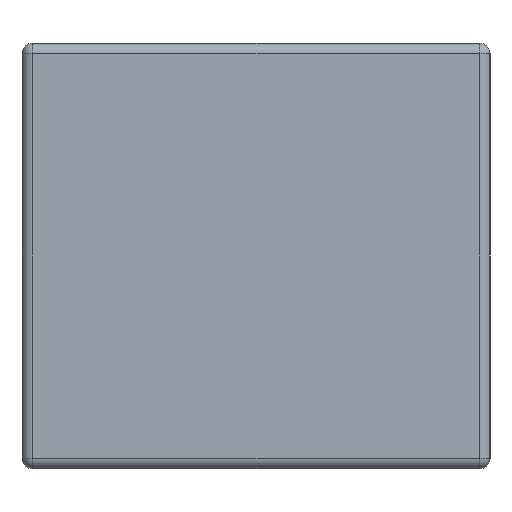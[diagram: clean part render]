
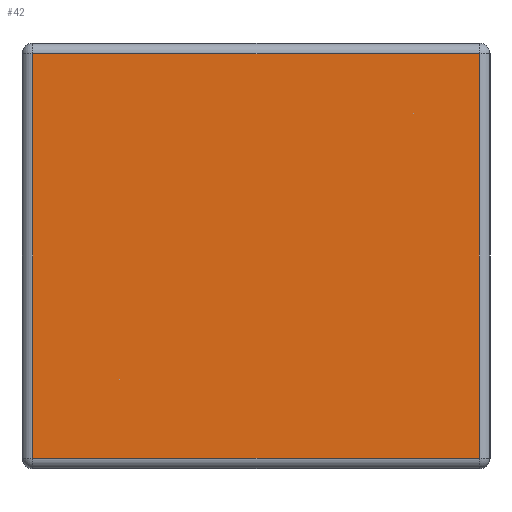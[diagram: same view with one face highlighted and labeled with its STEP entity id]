
A CAD part, left-side view. The second image highlights one B-rep face of the part: STEP entity #42.
In plain terms, the highlighted planar face has unit normal (-1, 0, 0).
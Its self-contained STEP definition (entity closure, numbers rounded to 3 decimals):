
#27 = VECTOR ( 'NONE', #498, 1000. ) ;
#42 = ADVANCED_FACE ( 'NONE', ( #892 ), #1027, .F. ) ;
#64 = ORIENTED_EDGE ( 'NONE', *, *, #156, .T. ) ;
#144 = CARTESIAN_POINT ( 'NONE',  ( -0.5, 0.537, 0.25 ) ) ;
#156 = EDGE_CURVE ( 'NONE', #583, #408, #767, .T. ) ;
#233 = LINE ( 'NONE', #587, #27 ) ;
#306 = CARTESIAN_POINT ( 'NONE',  ( -0.5, 0.013, 0.25 ) ) ;
#314 = EDGE_CURVE ( 'NONE', #667, #552, #400, .T. ) ;
#316 = DIRECTION ( 'NONE',  ( 0., 0., -1. ) ) ;
#356 = CARTESIAN_POINT ( 'NONE',  ( -0.5, 0.537, 0.237 ) ) ;
#362 = CARTESIAN_POINT ( 'NONE',  ( -0.5, 0.55, -0.237 ) ) ;
#400 = LINE ( 'NONE', #306, #931 ) ;
#407 = ORIENTED_EDGE ( 'NONE', *, *, #850, .T. ) ;
#408 = VERTEX_POINT ( 'NONE', #879 ) ;
#425 = ORIENTED_EDGE ( 'NONE', *, *, #314, .T. ) ;
#460 = CARTESIAN_POINT ( 'NONE',  ( -0.5, 0.013, 0.237 ) ) ;
#465 = CARTESIAN_POINT ( 'NONE',  ( -0.5, 0.013, -0.237 ) ) ;
#498 = DIRECTION ( 'NONE',  ( 0., 1., 0. ) ) ;
#530 = VECTOR ( 'NONE', #706, 1000. ) ;
#536 = DIRECTION ( 'NONE',  ( 1., 0., 0. ) ) ;
#552 = VERTEX_POINT ( 'NONE', #460 ) ;
#583 = VERTEX_POINT ( 'NONE', #356 ) ;
#587 = CARTESIAN_POINT ( 'NONE',  ( -0.5, 0.55, 0.237 ) ) ;
#607 = LINE ( 'NONE', #362, #530 ) ;
#621 = DIRECTION ( 'NONE',  ( 0., 0., -1. ) ) ;
#667 = VERTEX_POINT ( 'NONE', #465 ) ;
#706 = DIRECTION ( 'NONE',  ( 0., -1., 0. ) ) ;
#767 = LINE ( 'NONE', #144, #1118 ) ;
#850 = EDGE_CURVE ( 'NONE', #552, #583, #233, .T. ) ;
#879 = CARTESIAN_POINT ( 'NONE',  ( -0.5, 0.537, -0.237 ) ) ;
#885 = CARTESIAN_POINT ( 'NONE',  ( -0.5, 0.55, 0.25 ) ) ;
#892 = FACE_OUTER_BOUND ( 'NONE', #1038, .T. ) ;
#901 = AXIS2_PLACEMENT_3D ( 'NONE', #885, #536, #621 ) ;
#931 = VECTOR ( 'NONE', #1085, 1000. ) ;
#1027 = PLANE ( 'NONE',  #901 ) ;
#1038 = EDGE_LOOP ( 'NONE', ( #64, #1083, #425, #407 ) ) ;
#1083 = ORIENTED_EDGE ( 'NONE', *, *, #1094, .T. ) ;
#1085 = DIRECTION ( 'NONE',  ( 0., 0., 1. ) ) ;
#1094 = EDGE_CURVE ( 'NONE', #408, #667, #607, .T. ) ;
#1118 = VECTOR ( 'NONE', #316, 1000. ) ;
